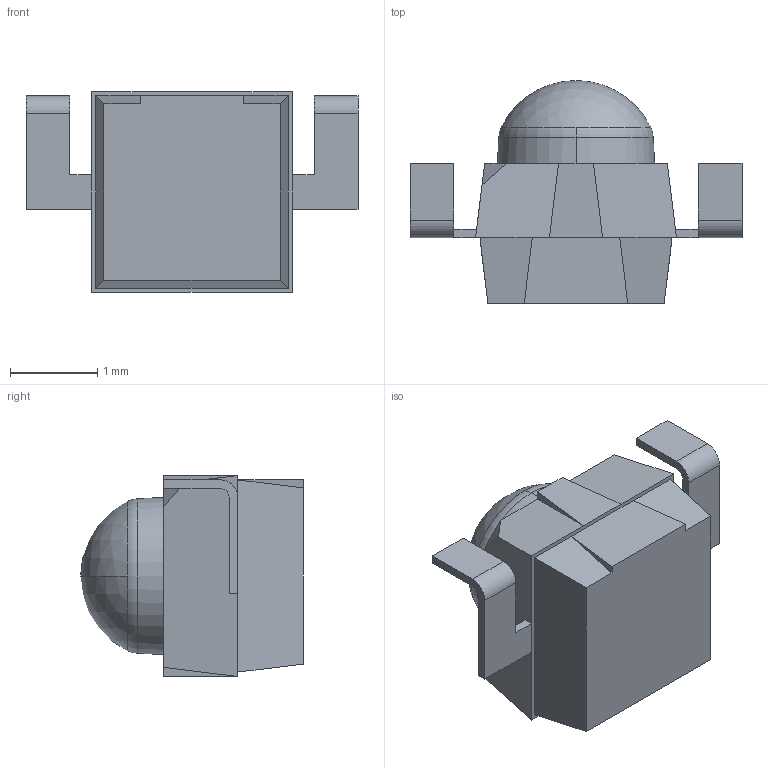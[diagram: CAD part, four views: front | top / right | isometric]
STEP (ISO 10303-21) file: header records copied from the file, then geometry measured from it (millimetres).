
FILE_DESCRIPTION (( 'STEP AP214' ), '1' );
FILE_NAME ('VSMY2943SL.STEP', '2020-05-11T10:05:54', ( '' ), ( '' ), 'SwSTEP 2.0', 'SolidWorks 2017', '' );
FILE_SCHEMA (( 'AUTOMOTIVE_DESIGN' ));
Length unit declared in the file: millimetre
Products named in the file (1): VSMY2943SL
Bounding box: 3.8 x 2.55 x 2.3 mm (x, y, z)
Volume: 9.5 mm3; surface area: 31.7 mm2
Topology: 3 solids, 3 shells, 54 faces, 131 edges, 85 vertices
Faces by surface type: plane 44, cylinder 4, sphere 2, torus 2, cone 2
Entity records: 1611 total; most frequent: CARTESIAN_POINT 271, ORIENTED_EDGE 262, DIRECTION 261, EDGE_CURVE 131, VECTOR 111, LINE 111, VERTEX_POINT 85, AXIS2_PLACEMENT_3D 75
